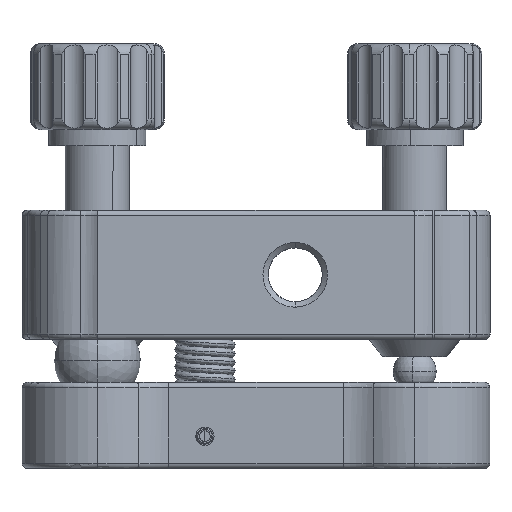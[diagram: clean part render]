
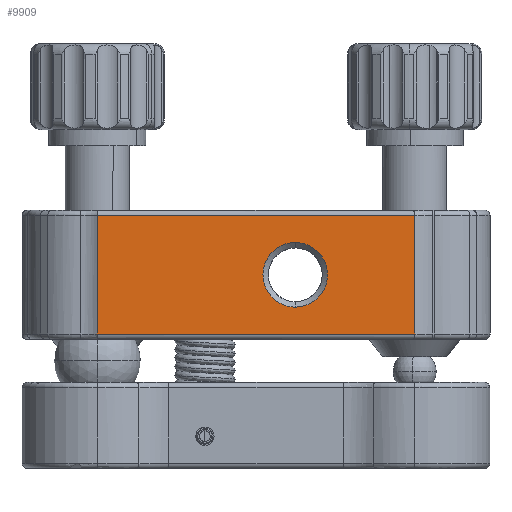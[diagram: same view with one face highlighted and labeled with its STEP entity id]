
A CAD part, front view. The second image highlights one B-rep face of the part: STEP entity #9909.
In plain terms, the highlighted planar face has unit normal (0, -1, 0).
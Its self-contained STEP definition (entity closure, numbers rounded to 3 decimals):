
#88 = CARTESIAN_POINT ( 'NONE',  ( 18.007, -7., -3. ) ) ;
#345 = CARTESIAN_POINT ( 'NONE',  ( 29.5, -7., -1.833 ) ) ;
#677 = CARTESIAN_POINT ( 'NONE',  ( 0., -7., 5.5 ) ) ;
#855 = CARTESIAN_POINT ( 'NONE',  ( 9.833, -7., 5.5 ) ) ;
#876 = EDGE_CURVE ( 'NONE', #23234, #15668, #23490, .T. ) ;
#1198 = EDGE_CURVE ( 'NONE', #20230, #23234, #6536, .T. ) ;
#1511 = CARTESIAN_POINT ( 'NONE',  ( 21.4, -7., -0.393 ) ) ;
#1659 = ORIENTED_EDGE ( 'NONE', *, *, #876, .F. ) ;
#1948 = CARTESIAN_POINT ( 'NONE',  ( 16.889, -7., 2.621 ) ) ;
#2126 = CARTESIAN_POINT ( 'NONE',  ( 18.007, -7., 3. ) ) ;
#2795 = CARTESIAN_POINT ( 'NONE',  ( 29.5, -7., 5.5 ) ) ;
#2971 = ORIENTED_EDGE ( 'NONE', *, *, #1198, .F. ) ;
#3353 = CARTESIAN_POINT ( 'NONE',  ( 21.4, -7., 0.393 ) ) ;
#3457 = CARTESIAN_POINT ( 'NONE',  ( 0., -7., 5.5 ) ) ;
#3965 = CARTESIAN_POINT ( 'NONE',  ( 15.478, -7., -0.785 ) ) ;
#4567 = CARTESIAN_POINT ( 'NONE',  ( 18.4, -7., -3. ) ) ;
#5371 = CARTESIAN_POINT ( 'NONE',  ( 18.793, -7., 3. ) ) ;
#5469 = CARTESIAN_POINT ( 'NONE',  ( 20.244, -7., -2.399 ) ) ;
#6220 = ORIENTED_EDGE ( 'NONE', *, *, #23599, .F. ) ;
#6270 = CARTESIAN_POINT ( 'NONE',  ( 15.4, -7., 0.393 ) ) ;
#6360 = CARTESIAN_POINT ( 'NONE',  ( 15.779, -7., -1.511 ) ) ;
#6536 = B_SPLINE_CURVE_WITH_KNOTS ( 'NONE', 3,
 ( #10761, #8553, #10662, #21555 ),
 .UNSPECIFIED., .F., .F.,
 ( 4, 4 ),
 ( 0., 1. ),
 .UNSPECIFIED. ) ;
#6609 = CARTESIAN_POINT ( 'NONE',  ( 29.5, -7., -5.5 ) ) ;
#6783 = B_SPLINE_CURVE_WITH_KNOTS ( 'NONE', 3,
 ( #17060, #23303, #345, #6609 ),
 .UNSPECIFIED., .F., .F.,
 ( 4, 4 ),
 ( 0., 1. ),
 .UNSPECIFIED. ) ;
#7123 = CARTESIAN_POINT ( 'NONE',  ( 19.667, -7., 5.5 ) ) ;
#8485 = CARTESIAN_POINT ( 'NONE',  ( 17.615, -7., -2.922 ) ) ;
#8553 = CARTESIAN_POINT ( 'NONE',  ( 19.667, -7., -5.5 ) ) ;
#8674 = DIRECTION ( 'NONE',  ( 0., 1., 0. ) ) ;
#8889 = CARTESIAN_POINT ( 'NONE',  ( 0., -7., -5.5 ) ) ;
#9909 = ADVANCED_FACE ( 'NONE', ( #20946, #17023 ), #24677, .F. ) ;
#10289 = EDGE_CURVE ( 'NONE', #26351, #20230, #6783, .T. ) ;
#10407 = CARTESIAN_POINT ( 'NONE',  ( 15.779, -7., 1.511 ) ) ;
#10501 = CARTESIAN_POINT ( 'NONE',  ( 15.478, -7., 0.785 ) ) ;
#10662 = CARTESIAN_POINT ( 'NONE',  ( 9.833, -7., -5.5 ) ) ;
#10718 = ORIENTED_EDGE ( 'NONE', *, *, #20111, .F. ) ;
#10761 = CARTESIAN_POINT ( 'NONE',  ( 29.5, -7., -5.5 ) ) ;
#11384 = B_SPLINE_CURVE_WITH_KNOTS ( 'NONE', 3,
 ( #677, #855, #7123, #2795 ),
 .UNSPECIFIED., .F., .F.,
 ( 4, 4 ),
 ( 0., 1. ),
 .UNSPECIFIED. ) ;
#11652 = CARTESIAN_POINT ( 'NONE',  ( 19.911, -7., -2.621 ) ) ;
#11667 = CARTESIAN_POINT ( 'NONE',  ( 0., -7., -5.5 ) ) ;
#11671 = CARTESIAN_POINT ( 'NONE',  ( 29.5, -7., 5.5 ) ) ;
#12009 = CARTESIAN_POINT ( 'NONE',  ( 18.793, -7., -3. ) ) ;
#12014 = ORIENTED_EDGE ( 'NONE', *, *, #23958, .F. ) ;
#12619 = CARTESIAN_POINT ( 'NONE',  ( 16.001, -7., 1.844 ) ) ;
#13616 = B_SPLINE_CURVE_WITH_KNOTS ( 'NONE', 3,
 ( #20232, #12009, #18289, #11652, #5469, #26750, #14125, #18203, #1511, #3353, #26468, #22453, #24638, #16093, #18026, #22623, #5371, #13837 ),
 .UNSPECIFIED., .F., .F.,
 ( 4, 2, 2, 2, 2, 2, 2, 2, 4 ),
 ( 0., 0.125, 0.25, 0.375, 0.5, 0.625, 0.75, 0.875, 1. ),
 .UNSPECIFIED. ) ;
#13837 = CARTESIAN_POINT ( 'NONE',  ( 18.4, -7., 3. ) ) ;
#13851 = VERTEX_POINT ( 'NONE', #4567 ) ;
#14125 = CARTESIAN_POINT ( 'NONE',  ( 21.021, -7., -1.511 ) ) ;
#14655 = CARTESIAN_POINT ( 'NONE',  ( 16.889, -7., -2.621 ) ) ;
#14851 = CARTESIAN_POINT ( 'NONE',  ( 18.4, -7., -3. ) ) ;
#15668 = VERTEX_POINT ( 'NONE', #18915 ) ;
#16093 = CARTESIAN_POINT ( 'NONE',  ( 20.244, -7., 2.399 ) ) ;
#16896 = CARTESIAN_POINT ( 'NONE',  ( 16.001, -7., -1.844 ) ) ;
#16984 = CARTESIAN_POINT ( 'NONE',  ( 17.615, -7., 2.922 ) ) ;
#17023 = FACE_BOUND ( 'NONE', #22291, .T. ) ;
#17060 = CARTESIAN_POINT ( 'NONE',  ( 29.5, -7., 5.5 ) ) ;
#17376 = DIRECTION ( 'NONE',  ( 1., 0., 0. ) ) ;
#17569 = B_SPLINE_CURVE_WITH_KNOTS ( 'NONE', 3,
 ( #25448, #2126, #16984, #1948, #22961, #12619, #10407, #10501, #6270, #25353, #3965, #6360, #16896, #21133, #14655, #8485, #88, #14851 ),
 .UNSPECIFIED., .F., .F.,
 ( 4, 2, 2, 2, 2, 2, 2, 2, 4 ),
 ( 0., 0.125, 0.25, 0.375, 0.5, 0.625, 0.75, 0.875, 1. ),
 .UNSPECIFIED. ) ;
#18026 = CARTESIAN_POINT ( 'NONE',  ( 19.911, -7., 2.621 ) ) ;
#18203 = CARTESIAN_POINT ( 'NONE',  ( 21.322, -7., -0.785 ) ) ;
#18289 = CARTESIAN_POINT ( 'NONE',  ( 19.185, -7., -2.922 ) ) ;
#18401 = AXIS2_PLACEMENT_3D ( 'NONE', #25661, #8674, #17376 ) ;
#18915 = CARTESIAN_POINT ( 'NONE',  ( 0., -7., 5.5 ) ) ;
#20111 = EDGE_CURVE ( 'NONE', #13851, #25906, #13616, .T. ) ;
#20230 = VERTEX_POINT ( 'NONE', #23655 ) ;
#20232 = CARTESIAN_POINT ( 'NONE',  ( 18.4, -7., -3. ) ) ;
#20946 = FACE_OUTER_BOUND ( 'NONE', #26368, .T. ) ;
#21133 = CARTESIAN_POINT ( 'NONE',  ( 16.556, -7., -2.399 ) ) ;
#21555 = CARTESIAN_POINT ( 'NONE',  ( 0., -7., -5.5 ) ) ;
#22291 = EDGE_LOOP ( 'NONE', ( #10718, #12014 ) ) ;
#22453 = CARTESIAN_POINT ( 'NONE',  ( 21.021, -7., 1.511 ) ) ;
#22623 = CARTESIAN_POINT ( 'NONE',  ( 19.185, -7., 2.922 ) ) ;
#22961 = CARTESIAN_POINT ( 'NONE',  ( 16.556, -7., 2.399 ) ) ;
#23234 = VERTEX_POINT ( 'NONE', #8889 ) ;
#23303 = CARTESIAN_POINT ( 'NONE',  ( 29.5, -7., 1.833 ) ) ;
#23490 = B_SPLINE_CURVE_WITH_KNOTS ( 'NONE', 3,
 ( #11667, #24474, #24207, #3457 ),
 .UNSPECIFIED., .F., .F.,
 ( 4, 4 ),
 ( 0., 1. ),
 .UNSPECIFIED. ) ;
#23599 = EDGE_CURVE ( 'NONE', #15668, #26351, #11384, .T. ) ;
#23655 = CARTESIAN_POINT ( 'NONE',  ( 29.5, -7., -5.5 ) ) ;
#23958 = EDGE_CURVE ( 'NONE', #25906, #13851, #17569, .T. ) ;
#24207 = CARTESIAN_POINT ( 'NONE',  ( 0., -7., 1.833 ) ) ;
#24474 = CARTESIAN_POINT ( 'NONE',  ( 0., -7., -1.833 ) ) ;
#24511 = CARTESIAN_POINT ( 'NONE',  ( 18.4, -7., 3. ) ) ;
#24638 = CARTESIAN_POINT ( 'NONE',  ( 20.799, -7., 1.844 ) ) ;
#24659 = ORIENTED_EDGE ( 'NONE', *, *, #10289, .F. ) ;
#24677 = PLANE ( 'NONE',  #18401 ) ;
#25353 = CARTESIAN_POINT ( 'NONE',  ( 15.4, -7., -0.393 ) ) ;
#25448 = CARTESIAN_POINT ( 'NONE',  ( 18.4, -7., 3. ) ) ;
#25661 = CARTESIAN_POINT ( 'NONE',  ( 30., -7., -6. ) ) ;
#25906 = VERTEX_POINT ( 'NONE', #24511 ) ;
#26351 = VERTEX_POINT ( 'NONE', #11671 ) ;
#26368 = EDGE_LOOP ( 'NONE', ( #6220, #1659, #2971, #24659 ) ) ;
#26468 = CARTESIAN_POINT ( 'NONE',  ( 21.322, -7., 0.785 ) ) ;
#26750 = CARTESIAN_POINT ( 'NONE',  ( 20.799, -7., -1.844 ) ) ;
